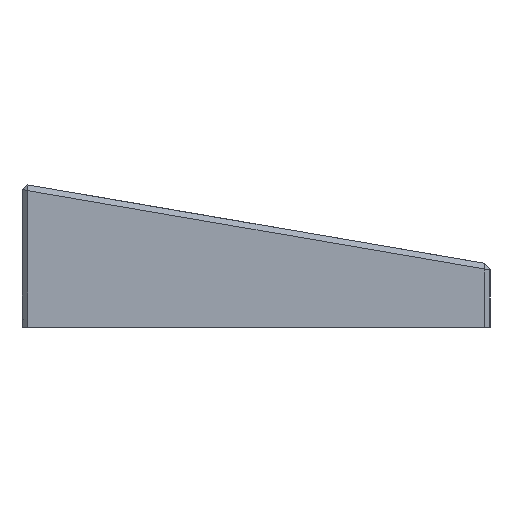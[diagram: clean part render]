
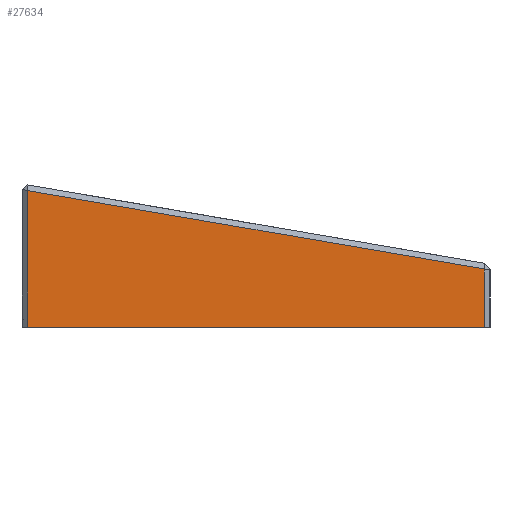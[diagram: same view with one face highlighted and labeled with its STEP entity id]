
A CAD part, left-side view. The second image highlights one B-rep face of the part: STEP entity #27634.
In plain terms, the highlighted planar face has unit normal (-1, 0, 0).
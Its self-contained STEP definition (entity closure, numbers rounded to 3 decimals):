
#2090=FACE_OUTER_BOUND('',#3655,.T.);
#3655=EDGE_LOOP('',(#18318,#18319,#18320,#18321));
#5367=LINE('',#35984,#8322);
#5379=LINE('',#36009,#8334);
#5384=LINE('',#36018,#8339);
#5392=LINE('',#36032,#8347);
#8322=VECTOR('',#30485,10.);
#8334=VECTOR('',#30507,10.);
#8339=VECTOR('',#30516,10.);
#8347=VECTOR('',#30532,1.);
#11272=VERTEX_POINT('',#35973);
#11275=VERTEX_POINT('',#35980);
#11282=VERTEX_POINT('',#36002);
#11286=VERTEX_POINT('',#36016);
#14061=EDGE_CURVE('',#11272,#11275,#5367,.T.);
#14073=EDGE_CURVE('',#11282,#11272,#5379,.T.);
#14078=EDGE_CURVE('',#11286,#11282,#5384,.T.);
#14086=EDGE_CURVE('',#11286,#11275,#5392,.T.);
#18318=ORIENTED_EDGE('',*,*,#14061,.F.);
#18319=ORIENTED_EDGE('',*,*,#14073,.F.);
#18320=ORIENTED_EDGE('',*,*,#14078,.F.);
#18321=ORIENTED_EDGE('',*,*,#14086,.T.);
#26717=PLANE('',#29213);
#27634=ADVANCED_FACE('',(#2090),#26717,.F.);
#29213=AXIS2_PLACEMENT_3D('',#36031,#30530,#30531);
#30485=DIRECTION('',(0.,0.,-1.));
#30507=DIRECTION('',(0.,-0.986,-0.169));
#30516=DIRECTION('',(0.,0.,1.));
#30530=DIRECTION('center_axis',(1.,0.,0.));
#30531=DIRECTION('ref_axis',(0.,0.,-1.));
#30532=DIRECTION('',(0.,-1.,0.));
#35973=CARTESIAN_POINT('',(-90.,-36.,11.711));
#35980=CARTESIAN_POINT('',(-90.,-36.,1.4));
#35984=CARTESIAN_POINT('',(-90.,-36.,2.8));
#36002=CARTESIAN_POINT('',(-90.,45.,25.614));
#36009=CARTESIAN_POINT('',(-90.,-37.644,11.429));
#36016=CARTESIAN_POINT('',(-90.,45.,1.4));
#36018=CARTESIAN_POINT('',(-90.,45.,2.8));
#36031=CARTESIAN_POINT('Origin',(-90.,-37.,2.8));
#36032=CARTESIAN_POINT('',(-90.,46.,1.4));
